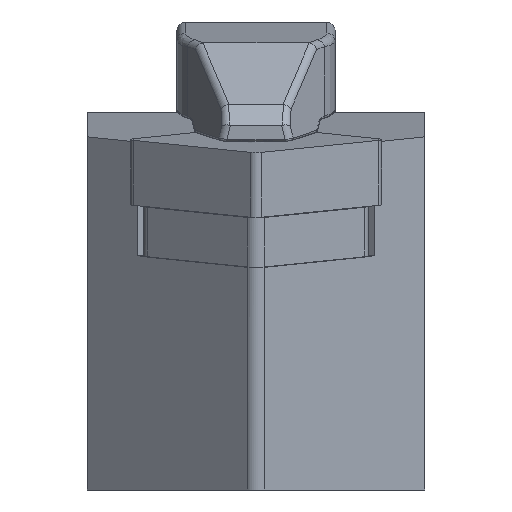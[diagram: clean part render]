
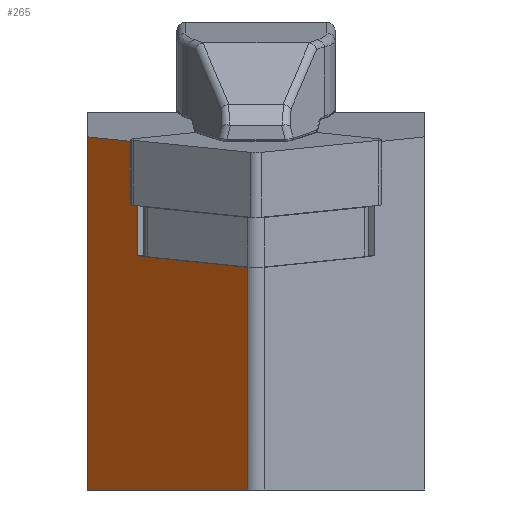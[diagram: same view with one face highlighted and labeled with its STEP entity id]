
A CAD part, left-side view. The second image highlights one B-rep face of the part: STEP entity #265.
In plain terms, the highlighted planar face has unit normal (-0.76, 0.643, -0.093).
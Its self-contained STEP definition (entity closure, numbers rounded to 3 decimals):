
#265=ADVANCED_FACE('',(#427),#380,.F.);
#380=PLANE('',#2100);
#427=FACE_OUTER_BOUND('',#540,.T.);
#540=EDGE_LOOP('',(#1032,#1033,#1034,#1035,#1036,#1037,#1038));
#652=LINE('',#2906,#807);
#664=LINE('',#2930,#819);
#681=LINE('',#3045,#836);
#693=LINE('',#3069,#848);
#696=LINE('',#3077,#851);
#698=LINE('',#3083,#853);
#699=LINE('',#3084,#854);
#807=VECTOR('',#2311,1.);
#819=VECTOR('',#2327,1.);
#836=VECTOR('',#2356,1.);
#848=VECTOR('',#2372,1.);
#851=VECTOR('',#2381,1.);
#853=VECTOR('',#2387,1.);
#854=VECTOR('',#2388,1.);
#1032=ORIENTED_EDGE('',*,*,#1725,.F.);
#1033=ORIENTED_EDGE('',*,*,#1737,.T.);
#1034=ORIENTED_EDGE('',*,*,#1762,.F.);
#1035=ORIENTED_EDGE('',*,*,#1774,.F.);
#1036=ORIENTED_EDGE('',*,*,#1781,.F.);
#1037=ORIENTED_EDGE('',*,*,#1778,.T.);
#1038=ORIENTED_EDGE('',*,*,#1782,.F.);
#1543=VERTEX_POINT('',#2903);
#1544=VERTEX_POINT('',#2905);
#1554=VERTEX_POINT('',#2929);
#1576=VERTEX_POINT('',#3044);
#1586=VERTEX_POINT('',#3068);
#1587=VERTEX_POINT('',#3075);
#1589=VERTEX_POINT('',#3078);
#1725=EDGE_CURVE('',#1544,#1543,#652,.T.);
#1737=EDGE_CURVE('',#1544,#1554,#664,.T.);
#1762=EDGE_CURVE('',#1576,#1554,#681,.T.);
#1774=EDGE_CURVE('',#1586,#1576,#693,.T.);
#1778=EDGE_CURVE('',#1589,#1587,#696,.T.);
#1781=EDGE_CURVE('',#1589,#1586,#698,.T.);
#1782=EDGE_CURVE('',#1543,#1587,#699,.T.);
#2100=AXIS2_PLACEMENT_3D('',#3085,#2389,#2390);
#2311=DIRECTION('',(-0.638,-0.766,-0.078));
#2327=DIRECTION('',(-0.122,0.,0.993));
#2356=DIRECTION('',(-0.638,-0.766,-0.078));
#2372=DIRECTION('',(-0.122,0.,0.993));
#2381=DIRECTION('',(-0.122,0.,0.993));
#2387=DIRECTION('',(0.646,0.764,0.));
#2388=DIRECTION('',(-0.638,-0.766,-0.078));
#2389=DIRECTION('',(0.76,-0.643,0.093));
#2390=DIRECTION('',(0.646,0.764,0.));
#2903=CARTESIAN_POINT('',(11.311,-5.359,-9.855));
#2905=CARTESIAN_POINT('',(11.777,-4.799,-9.798));
#2906=CARTESIAN_POINT('',(12.192,-4.301,-9.747));
#2929=CARTESIAN_POINT('',(10.454,-4.799,0.981));
#2930=CARTESIAN_POINT('',(-1.929,-4.799,101.828));
#3044=CARTESIAN_POINT('',(14.45,0.,1.472));
#3045=CARTESIAN_POINT('',(10.868,-4.301,1.032));
#3068=CARTESIAN_POINT('',(18.56,0.,-32.));
#3069=CARTESIAN_POINT('',(19.289,0.,-37.932));
#3075=CARTESIAN_POINT('',(3.091,-15.229,-10.864));
#3077=CARTESIAN_POINT('',(6.606,-15.229,-39.489));
#3078=CARTESIAN_POINT('',(5.686,-15.229,-32.));
#3083=CARTESIAN_POINT('',(15.25,-3.915,-32.));
#3084=CARTESIAN_POINT('',(12.192,-4.301,-9.747));
#3085=CARTESIAN_POINT('',(15.707,-4.301,-38.372));
